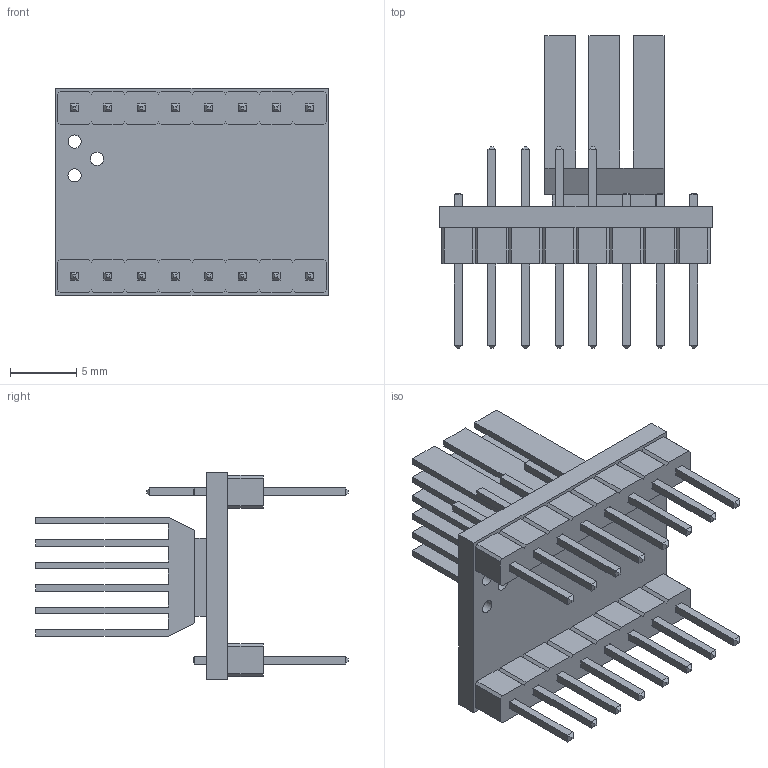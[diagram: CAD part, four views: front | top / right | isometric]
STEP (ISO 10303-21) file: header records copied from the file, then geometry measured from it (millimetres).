
FILE_DESCRIPTION(/* description */ (''),/* implementation_level */ '2;1');
FILE_NAME(/* name */ 'TMC 2130 v1.step',/* time_stamp */ '2019-08-17T13:59:11+02:00',/* author */ (''),/* organization */ (''),/* preprocessor_version */ 'ST-DEVELOPER v18',/* originating_system */ 'Autodesk Translation Framework v8.6.0.1094',/* authorisation */ '');
FILE_SCHEMA (('AUTOMOTIVE_DESIGN { 1 0 10303 214 3 1 1 }'));
Length unit declared in the file: millimetre
Products named in the file (6): TMC 2130; Component1; Component2; Component3; Component4; Component5
Assembly tree (5 placements, depth 2):
  TMC 2130
    Component1
    Component2
    Component3
    Component4
    Component5
Bounding box: 20.6 x 23.6 x 15.7 mm (x, y, z)
Volume: 1235.9 mm3; surface area: 3161 mm2
Topology: 21 solids, 21 shells, 497 faces, 1209 edges, 754 vertices
Faces by surface type: plane 494, cylinder 3
Full cylindrical faces by diameter (mm): 1 x3
Entity records: 14348 total; most frequent: CARTESIAN_POINT 2472, ORIENTED_EDGE 2418, DIRECTION 2233, EDGE_CURVE 1209, LINE 1203, VECTOR 1203, VERTEX_POINT 754, EDGE_LOOP 535
